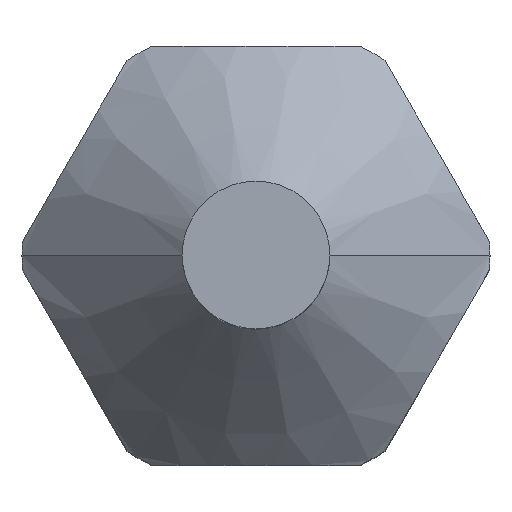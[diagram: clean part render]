
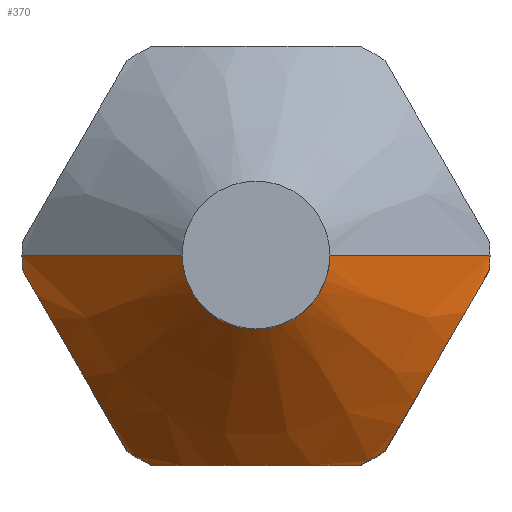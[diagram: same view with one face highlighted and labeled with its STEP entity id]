
A CAD part, top view. The second image highlights one B-rep face of the part: STEP entity #370.
In plain terms, the highlighted conical face has half-angle 45 degrees and reference radius 6.25 mm.
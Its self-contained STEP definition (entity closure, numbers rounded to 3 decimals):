
#258=EDGE_CURVE('',#542,#446,#647,.T.);
#266=EDGE_CURVE('',#542,#344,#656,.T.);
#270=EDGE_CURVE('',#454,#398,#660,.T.);
#278=EDGE_CURVE('',#430,#348,#668,.T.);
#290=EDGE_CURVE('',#372,#328,#680,.T.);
#312=EDGE_CURVE('',#344,#328,#702,.T.);
#328=VERTEX_POINT('',#720);
#330=EDGE_CURVE('',#372,#348,#722,.T.);
#344=VERTEX_POINT('',#738);
#348=VERTEX_POINT('',#742);
#370=ADVANCED_FACE('',(#767),#768,.T.);
#372=VERTEX_POINT('',#770);
#394=EDGE_CURVE('',#430,#398,#796,.T.);
#398=VERTEX_POINT('',#801);
#430=VERTEX_POINT('',#836);
#440=EDGE_CURVE('',#454,#468,#848,.T.);
#446=VERTEX_POINT('',#855);
#454=VERTEX_POINT('',#863);
#468=VERTEX_POINT('',#878);
#470=EDGE_CURVE('',#468,#446,#880,.T.);
#542=VERTEX_POINT('',#962);
#647=CIRCLE('',#1104,3.0);
#656=LINE('',#1115,#1116);
#660=(B_SPLINE_CURVE(2,(#1122,#1123,#1124),.UNSPECIFIED.,.F.,.F.)B_SPLINE_CURVE_WITH_KNOTS((3,3),(0.0,8.718),.UNSPECIFIED.)RATIONAL_B_SPLINE_CURVE((1.0,1.118,1.0))BOUNDED_CURVE()REPRESENTATION_ITEM('')GEOMETRIC_REPRESENTATION_ITEM()CURVE());
#668=(B_SPLINE_CURVE(2,(#1143,#1144,#1145),.UNSPECIFIED.,.F.,.F.)B_SPLINE_CURVE_WITH_KNOTS((3,3),(0.0,8.718),.UNSPECIFIED.)RATIONAL_B_SPLINE_CURVE((1.0,1.118,1.0))BOUNDED_CURVE()REPRESENTATION_ITEM('')GEOMETRIC_REPRESENTATION_ITEM()CURVE());
#680=(B_SPLINE_CURVE(2,(#1187,#1188,#1189),.UNSPECIFIED.,.F.,.F.)B_SPLINE_CURVE_WITH_KNOTS((3,3),(0.0,8.718),.UNSPECIFIED.)RATIONAL_B_SPLINE_CURVE((1.0,1.118,1.0))BOUNDED_CURVE()REPRESENTATION_ITEM('')GEOMETRIC_REPRESENTATION_ITEM()CURVE());
#702=CIRCLE('',#1227,9.5);
#720=CARTESIAN_POINT('',(-9.483,-0.576,11.5));
#722=CIRCLE('',#1254,9.5);
#738=CARTESIAN_POINT('',(-9.5,0.,11.5));
#742=CARTESIAN_POINT('',(-4.243,-8.5,11.5));
#767=FACE_OUTER_BOUND('',#1327,.T.);
#768=CONICAL_SURFACE('',#1328,6.25,0.785);
#770=CARTESIAN_POINT('',(-5.24,-7.924,11.5));
#796=CIRCLE('',#1373,9.5);
#801=CARTESIAN_POINT('',(5.24,-7.924,11.5));
#836=CARTESIAN_POINT('',(4.243,-8.5,11.5));
#848=CIRCLE('',#1447,9.5);
#855=CARTESIAN_POINT('',(3.0,0.,18.0));
#863=CARTESIAN_POINT('',(9.483,-0.576,11.5));
#878=CARTESIAN_POINT('',(9.5,0.,11.5));
#880=LINE('',#1503,#1504);
#962=CARTESIAN_POINT('',(-3.0,0.,18.0));
#1104=AXIS2_PLACEMENT_3D('',#1767,#1768,#1769);
#1115=CARTESIAN_POINT('',(-6.25,0.,14.75));
#1116=VECTOR('',#1779,1.0);
#1122=CARTESIAN_POINT('',(9.483,-0.576,11.5));
#1123=CARTESIAN_POINT('',(7.361,-4.25,13.395));
#1124=CARTESIAN_POINT('',(5.24,-7.924,11.5));
#1143=CARTESIAN_POINT('',(4.243,-8.5,11.5));
#1144=CARTESIAN_POINT('',(0.,-8.5,13.395));
#1145=CARTESIAN_POINT('',(-4.243,-8.5,11.5));
#1187=CARTESIAN_POINT('',(-5.24,-7.924,11.5));
#1188=CARTESIAN_POINT('',(-7.361,-4.25,13.395));
#1189=CARTESIAN_POINT('',(-9.483,-0.576,11.5));
#1227=AXIS2_PLACEMENT_3D('',#1802,#1803,#1804);
#1254=AXIS2_PLACEMENT_3D('',#1826,#1827,#1828);
#1327=EDGE_LOOP('',(#1882,#1883,#1884,#1885,#1886,#1887,#1888,#1889,#1890,#1891));
#1328=AXIS2_PLACEMENT_3D('',#1892,#1893,#1894);
#1373=AXIS2_PLACEMENT_3D('',#1929,#1930,#1931);
#1447=AXIS2_PLACEMENT_3D('',#2000,#2001,#2002);
#1503=CARTESIAN_POINT('',(6.25,0.,14.75));
#1504=VECTOR('',#2022,1.0);
#1767=CARTESIAN_POINT('',(0.,0.,18.0));
#1768=DIRECTION('',(0.,0.,1.0));
#1769=DIRECTION('',(-1.0,0.,0.0));
#1779=DIRECTION('',(-0.707,0.,-0.707));
#1802=CARTESIAN_POINT('',(0.,0.,11.5));
#1803=DIRECTION('',(0.,0.,1.0));
#1804=DIRECTION('',(-1.0,0.,0.0));
#1826=CARTESIAN_POINT('',(0.,0.,11.5));
#1827=DIRECTION('',(0.,0.,1.0));
#1828=DIRECTION('',(-1.0,0.,0.0));
#1882=ORIENTED_EDGE('',*,*,#266,.T.);
#1883=ORIENTED_EDGE('',*,*,#312,.T.);
#1884=ORIENTED_EDGE('',*,*,#290,.F.);
#1885=ORIENTED_EDGE('',*,*,#330,.T.);
#1886=ORIENTED_EDGE('',*,*,#278,.F.);
#1887=ORIENTED_EDGE('',*,*,#394,.T.);
#1888=ORIENTED_EDGE('',*,*,#270,.F.);
#1889=ORIENTED_EDGE('',*,*,#440,.T.);
#1890=ORIENTED_EDGE('',*,*,#470,.T.);
#1891=ORIENTED_EDGE('',*,*,#258,.F.);
#1892=CARTESIAN_POINT('',(0.,0.,14.75));
#1893=DIRECTION('',(0.,0.,-1.0));
#1894=DIRECTION('',(-1.0,0.,0.0));
#1929=CARTESIAN_POINT('',(0.,0.,11.5));
#1930=DIRECTION('',(0.,0.,1.0));
#1931=DIRECTION('',(-1.0,0.,0.0));
#2000=CARTESIAN_POINT('',(0.,0.,11.5));
#2001=DIRECTION('',(0.,0.,1.0));
#2002=DIRECTION('',(-1.0,0.,0.0));
#2022=DIRECTION('',(-0.707,0.,0.707));
